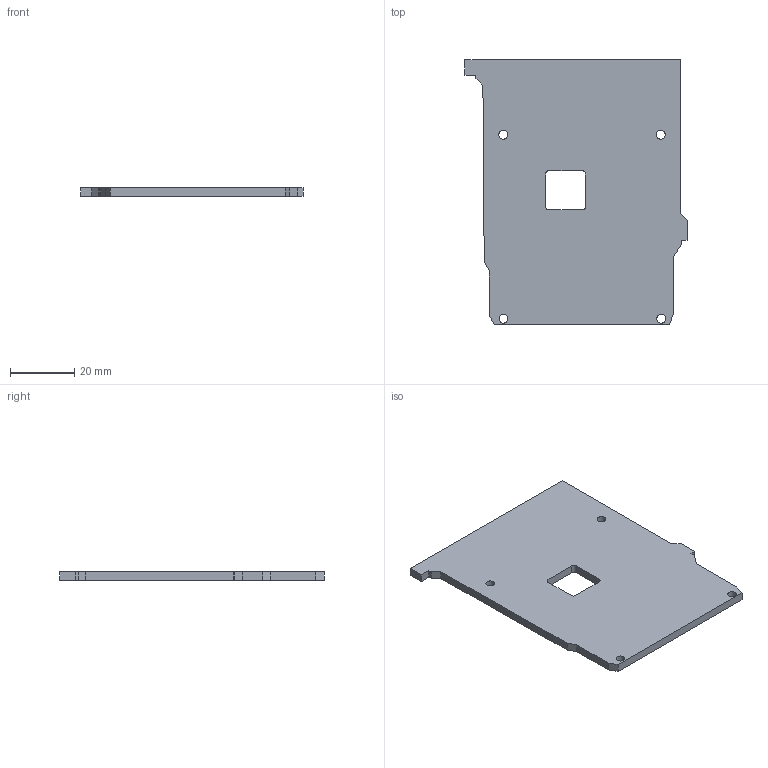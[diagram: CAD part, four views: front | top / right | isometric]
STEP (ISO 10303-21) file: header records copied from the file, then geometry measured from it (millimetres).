
FILE_DESCRIPTION(/* description */ (''),/* implementation_level */ '2;1');
FILE_NAME(/* name */ 'ec2d67cc-942a-41f9-a3e5-4806713031e1.stp',/* time_stamp */ '2021-03-01T03:15:28+00:00',/* author */ (''),/* organization */ (''),/* preprocessor_version */ 'ST-DEVELOPER v18.1',/* originating_system */ 'Autodesk Translation Framework v9.10.0.1330',/* authorisation */ '');
FILE_SCHEMA (('AUTOMOTIVE_DESIGN { 1 0 10303 214 3 1 1 }'));
Length unit declared in the file: millimetre
Products named in the file (1): Tray for Raspberry Pi
Bounding box: 69.37 x 82.78 x 2.63 mm (x, y, z)
Volume: 12822.4 mm3; surface area: 10745.8 mm2
Topology: 1 solids, 1 shells, 35 faces, 99 edges, 66 vertices
Faces by surface type: plane 27, cylinder 8
Full cylindrical faces by diameter (mm): 2.75 x4
Entity records: 1182 total; most frequent: CARTESIAN_POINT 201, ORIENTED_EDGE 198, DIRECTION 187, EDGE_CURVE 99, LINE 83, VECTOR 83, VERTEX_POINT 66, AXIS2_PLACEMENT_3D 52
